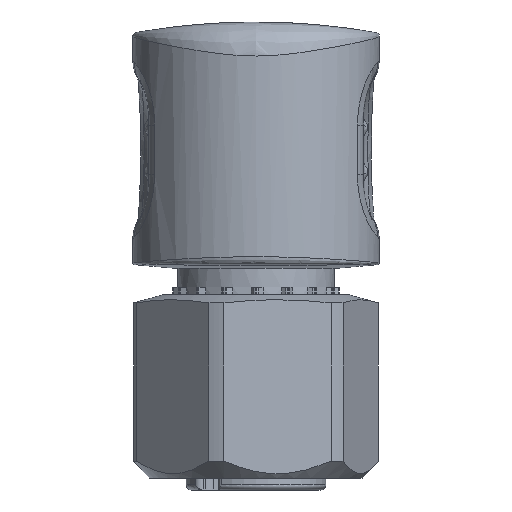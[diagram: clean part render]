
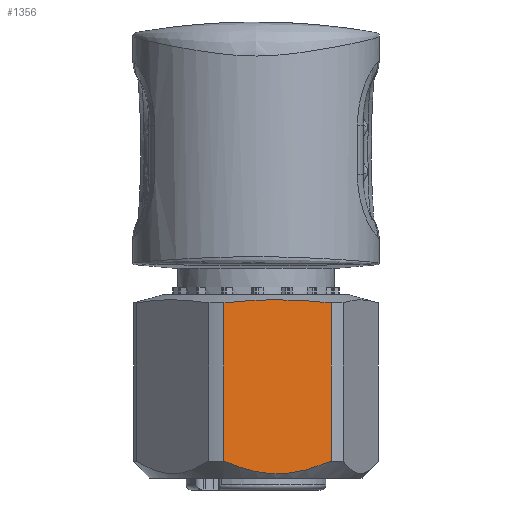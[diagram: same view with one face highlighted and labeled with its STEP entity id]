
A CAD part, front view. The second image highlights one B-rep face of the part: STEP entity #1356.
In plain terms, the highlighted planar face has unit normal (0.195, -0.981, 0).
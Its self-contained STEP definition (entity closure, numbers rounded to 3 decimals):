
#160=FACE_OUTER_BOUND('',#1917,.T.);
#443=B_SPLINE_CURVE_WITH_KNOTS('',3,(#7706,#7707,#7708,#7709,#7710,#7711),
 .UNSPECIFIED.,.F.,.F.,(4,2,4),(0.,0.5,1.),.UNSPECIFIED.);
#448=B_SPLINE_CURVE_WITH_KNOTS('',3,(#7759,#7760,#7761,#7762),
 .UNSPECIFIED.,.F.,.F.,(4,4),(0.,1.),.UNSPECIFIED.);
#664=LINE('',#7757,#986);
#665=LINE('',#7764,#987);
#986=VECTOR('',#6217,1.);
#987=VECTOR('',#6220,1.);
#1356=ADVANCED_FACE('',(#160),#1674,.T.);
#1674=PLANE('',#5520);
#1917=EDGE_LOOP('',(#2416,#2417,#2418,#2419));
#2416=ORIENTED_EDGE('',*,*,#4494,.F.);
#2417=ORIENTED_EDGE('',*,*,#4495,.F.);
#2418=ORIENTED_EDGE('',*,*,#4496,.F.);
#2419=ORIENTED_EDGE('',*,*,#4477,.F.);
#3955=VERTEX_POINT('',#7660);
#3965=VERTEX_POINT('',#7705);
#3974=VERTEX_POINT('',#7756);
#3975=VERTEX_POINT('',#7763);
#4477=EDGE_CURVE('',#3965,#3955,#443,.T.);
#4494=EDGE_CURVE('',#3974,#3965,#664,.T.);
#4495=EDGE_CURVE('',#3975,#3974,#448,.T.);
#4496=EDGE_CURVE('',#3955,#3975,#665,.T.);
#5520=AXIS2_PLACEMENT_3D('',#7765,#6221,#6222);
#6217=DIRECTION('',(0.,0.,-1.));
#6220=DIRECTION('',(0.,0.,1.));
#6221=DIRECTION('',(0.195,-0.981,0.));
#6222=DIRECTION('',(0.,0.,1.));
#7660=CARTESIAN_POINT('',(-1.882,-7.002,1.7));
#7705=CARTESIAN_POINT('',(4.418,-5.749,1.7));
#7706=CARTESIAN_POINT('',(4.418,-5.749,1.7));
#7707=CARTESIAN_POINT('',(3.427,-5.946,1.253));
#7708=CARTESIAN_POINT('',(2.368,-6.156,0.95));
#7709=CARTESIAN_POINT('',(0.171,-6.593,0.95));
#7710=CARTESIAN_POINT('',(-0.892,-6.805,1.253));
#7711=CARTESIAN_POINT('',(-1.882,-7.002,1.7));
#7756=CARTESIAN_POINT('',(4.418,-5.749,10.991));
#7757=CARTESIAN_POINT('',(4.418,-5.749,0.7));
#7759=CARTESIAN_POINT('',(-1.882,-7.002,10.991));
#7760=CARTESIAN_POINT('',(0.21,-6.586,11.244));
#7761=CARTESIAN_POINT('',(2.317,-6.166,11.245));
#7762=CARTESIAN_POINT('',(4.418,-5.749,10.991));
#7763=CARTESIAN_POINT('',(-1.882,-7.002,10.991));
#7764=CARTESIAN_POINT('',(-1.882,-7.002,0.7));
#7765=CARTESIAN_POINT('',(-2.165,-7.058,0.5));
